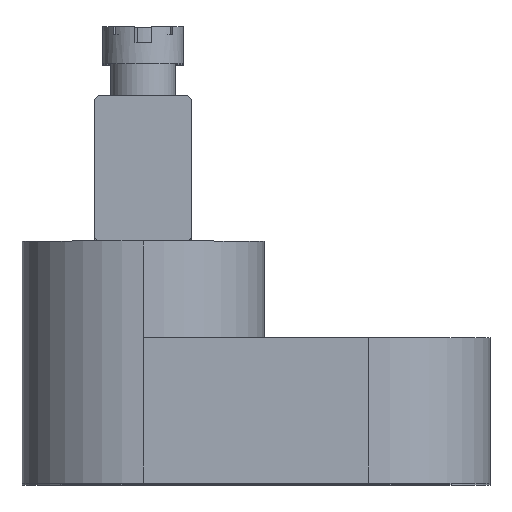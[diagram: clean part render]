
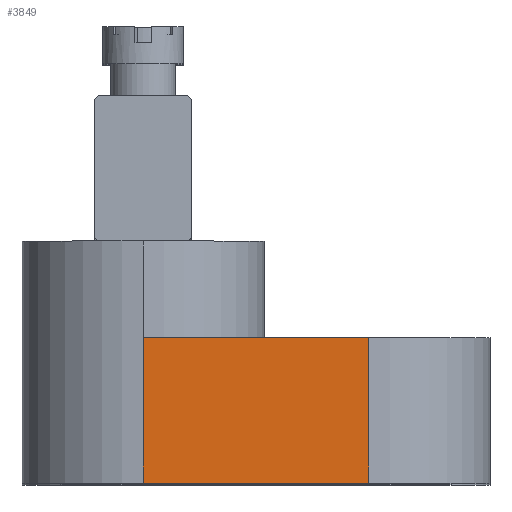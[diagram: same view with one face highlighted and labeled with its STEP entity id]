
A CAD part, top view. The second image highlights one B-rep face of the part: STEP entity #3849.
In plain terms, the highlighted planar face has unit normal (0, 0, 1).
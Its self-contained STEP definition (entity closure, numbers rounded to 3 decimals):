
#515 = VECTOR ( 'NONE', #5179, 1000. ) ;
#587 = VERTEX_POINT ( 'NONE', #3781 ) ;
#593 = VECTOR ( 'NONE', #1249, 1000. ) ;
#724 = FACE_OUTER_BOUND ( 'NONE', #5097, .T. ) ;
#1053 = EDGE_CURVE ( 'NONE', #2962, #2460, #5132, .T. ) ;
#1108 = EDGE_CURVE ( 'NONE', #2460, #2404, #4679, .T. ) ;
#1249 = DIRECTION ( 'NONE',  ( 1., 0., 0. ) ) ;
#1259 = CARTESIAN_POINT ( 'NONE',  ( -14.5, 9., 7.5 ) ) ;
#1291 = LINE ( 'NONE', #5312, #2513 ) ;
#1474 = EDGE_CURVE ( 'NONE', #2962, #587, #3268, .T. ) ;
#1496 = DIRECTION ( 'NONE',  ( 0., 1., 0. ) ) ;
#1543 = CARTESIAN_POINT ( 'NONE',  ( -7., -10.607, 7.5 ) ) ;
#1678 = ORIENTED_EDGE ( 'NONE', *, *, #4493, .T. ) ;
#1842 = AXIS2_PLACEMENT_3D ( 'NONE', #2174, #2194, #2083 ) ;
#2083 = DIRECTION ( 'NONE',  ( -1., 0., 0. ) ) ;
#2099 = PLANE ( 'NONE',  #1842 ) ;
#2174 = CARTESIAN_POINT ( 'NONE',  ( -14.5, 9., 7.5 ) ) ;
#2194 = DIRECTION ( 'NONE',  ( 0., 0., -1. ) ) ;
#2404 = VERTEX_POINT ( 'NONE', #5387 ) ;
#2460 = VERTEX_POINT ( 'NONE', #5266 ) ;
#2513 = VECTOR ( 'NONE', #5306, 1000. ) ;
#2577 = CARTESIAN_POINT ( 'NONE',  ( -7., 0., 7.5 ) ) ;
#2962 = VERTEX_POINT ( 'NONE', #2577 ) ;
#2994 = ORIENTED_EDGE ( 'NONE', *, *, #1108, .F. ) ;
#3038 = ORIENTED_EDGE ( 'NONE', *, *, #1053, .F. ) ;
#3268 = LINE ( 'NONE', #5186, #515 ) ;
#3781 = CARTESIAN_POINT ( 'NONE',  ( 7., 0., 7.5 ) ) ;
#3849 = ADVANCED_FACE ( 'NONE', ( #724 ), #2099, .F. ) ;
#4493 = EDGE_CURVE ( 'NONE', #587, #2404, #1291, .T. ) ;
#4679 = LINE ( 'NONE', #1259, #593 ) ;
#4831 = VECTOR ( 'NONE', #1496, 1000. ) ;
#4948 = ORIENTED_EDGE ( 'NONE', *, *, #1474, .T. ) ;
#5097 = EDGE_LOOP ( 'NONE', ( #1678, #2994, #3038, #4948 ) ) ;
#5132 = LINE ( 'NONE', #1543, #4831 ) ;
#5179 = DIRECTION ( 'NONE',  ( 1., 0., 0. ) ) ;
#5186 = CARTESIAN_POINT ( 'NONE',  ( -14.5, 0., 7.5 ) ) ;
#5266 = CARTESIAN_POINT ( 'NONE',  ( -7., 9., 7.5 ) ) ;
#5306 = DIRECTION ( 'NONE',  ( 0., 1., 0. ) ) ;
#5312 = CARTESIAN_POINT ( 'NONE',  ( 7., -10.607, 7.5 ) ) ;
#5387 = CARTESIAN_POINT ( 'NONE',  ( 7., 9., 7.5 ) ) ;
